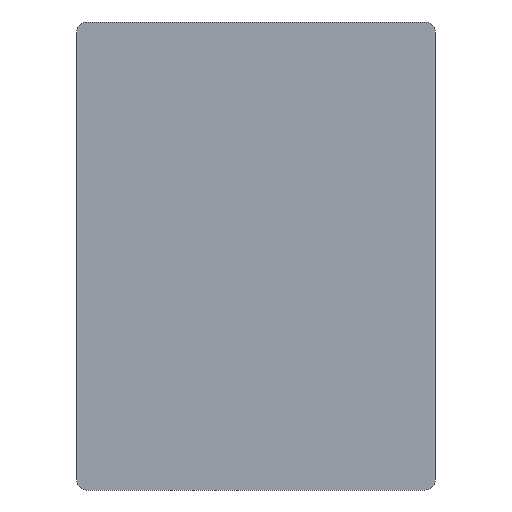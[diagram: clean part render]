
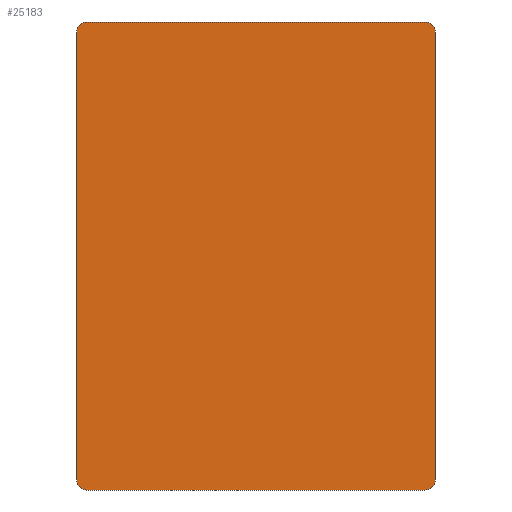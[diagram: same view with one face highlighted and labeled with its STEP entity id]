
A CAD part, front view. The second image highlights one B-rep face of the part: STEP entity #25183.
In plain terms, the highlighted planar face has unit normal (0, -1, 0).
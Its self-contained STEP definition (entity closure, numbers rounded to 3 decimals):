
#202=CIRCLE('',#25976,1.);
#203=CIRCLE('',#25979,1.);
#204=CIRCLE('',#25982,1.);
#205=CIRCLE('',#25985,1.);
#997=FACE_OUTER_BOUND('',#2725,.T.);
#2725=EDGE_LOOP('',(#19775,#19776,#19777,#19778,#19779,#19780,#19781,#19782));
#4205=LINE('',#35556,#7653);
#4209=LINE('',#35565,#7657);
#4212=LINE('',#35573,#7660);
#4215=LINE('',#35581,#7663);
#7653=VECTOR('',#28284,10.);
#7657=VECTOR('',#28294,10.);
#7660=VECTOR('',#28303,10.);
#7663=VECTOR('',#28312,10.);
#11094=VERTEX_POINT('',#35553);
#11095=VERTEX_POINT('',#35555);
#11096=VERTEX_POINT('',#35559);
#11097=VERTEX_POINT('',#35563);
#11098=VERTEX_POINT('',#35567);
#11099=VERTEX_POINT('',#35571);
#11100=VERTEX_POINT('',#35575);
#11101=VERTEX_POINT('',#35579);
#13185=EDGE_CURVE('',#11094,#11095,#4205,.T.);
#13188=EDGE_CURVE('',#11096,#11094,#202,.T.);
#13190=EDGE_CURVE('',#11097,#11096,#4209,.T.);
#13192=EDGE_CURVE('',#11098,#11097,#203,.T.);
#13194=EDGE_CURVE('',#11099,#11098,#4212,.T.);
#13196=EDGE_CURVE('',#11100,#11099,#204,.T.);
#13198=EDGE_CURVE('',#11101,#11100,#4215,.T.);
#13199=EDGE_CURVE('',#11095,#11101,#205,.T.);
#19775=ORIENTED_EDGE('',*,*,#13188,.F.);
#19776=ORIENTED_EDGE('',*,*,#13190,.F.);
#19777=ORIENTED_EDGE('',*,*,#13192,.F.);
#19778=ORIENTED_EDGE('',*,*,#13194,.F.);
#19779=ORIENTED_EDGE('',*,*,#13196,.F.);
#19780=ORIENTED_EDGE('',*,*,#13198,.F.);
#19781=ORIENTED_EDGE('',*,*,#13199,.F.);
#19782=ORIENTED_EDGE('',*,*,#13185,.F.);
#23626=PLANE('',#26754);
#25183=ADVANCED_FACE('',(#997),#23626,.F.);
#25976=AXIS2_PLACEMENT_3D('',#35561,#28289,#28290);
#25979=AXIS2_PLACEMENT_3D('',#35569,#28298,#28299);
#25982=AXIS2_PLACEMENT_3D('',#35577,#28307,#28308);
#25985=AXIS2_PLACEMENT_3D('',#35583,#28315,#28316);
#26754=AXIS2_PLACEMENT_3D('',#38396,#31216,#31217);
#28284=DIRECTION('',(-1.,0.,0.));
#28289=DIRECTION('center_axis',(0.,1.,0.));
#28290=DIRECTION('ref_axis',(0.707,0.,-0.707));
#28294=DIRECTION('',(0.,0.,-1.));
#28298=DIRECTION('center_axis',(0.,1.,0.));
#28299=DIRECTION('ref_axis',(0.707,0.,0.707));
#28303=DIRECTION('',(1.,0.,0.));
#28307=DIRECTION('center_axis',(0.,1.,0.));
#28308=DIRECTION('ref_axis',(-0.707,0.,0.707));
#28312=DIRECTION('',(0.,0.,1.));
#28315=DIRECTION('center_axis',(0.,1.,0.));
#28316=DIRECTION('ref_axis',(-0.707,0.,-0.707));
#31216=DIRECTION('center_axis',(0.,1.,0.));
#31217=DIRECTION('ref_axis',(1.,0.,0.));
#35553=CARTESIAN_POINT('',(16.25,0.,-22.5));
#35555=CARTESIAN_POINT('',(-16.25,0.,-22.5));
#35556=CARTESIAN_POINT('',(17.25,0.,-22.5));
#35559=CARTESIAN_POINT('',(17.25,0.,-21.5));
#35561=CARTESIAN_POINT('Origin',(16.25,0.,-21.5));
#35563=CARTESIAN_POINT('',(17.25,0.,21.5));
#35565=CARTESIAN_POINT('',(17.25,0.,22.5));
#35567=CARTESIAN_POINT('',(16.25,0.,22.5));
#35569=CARTESIAN_POINT('Origin',(16.25,0.,21.5));
#35571=CARTESIAN_POINT('',(-16.25,0.,22.5));
#35573=CARTESIAN_POINT('',(-17.25,0.,22.5));
#35575=CARTESIAN_POINT('',(-17.25,0.,21.5));
#35577=CARTESIAN_POINT('Origin',(-16.25,0.,21.5));
#35579=CARTESIAN_POINT('',(-17.25,0.,-21.5));
#35581=CARTESIAN_POINT('',(-17.25,0.,-22.5));
#35583=CARTESIAN_POINT('Origin',(-16.25,0.,-21.5));
#38396=CARTESIAN_POINT('Origin',(0.,0.,0.));
